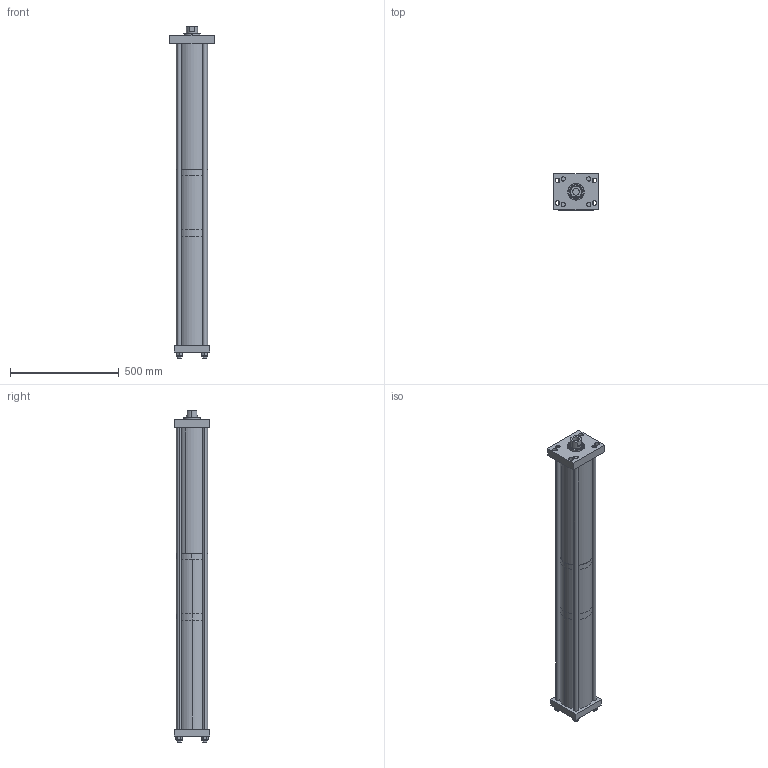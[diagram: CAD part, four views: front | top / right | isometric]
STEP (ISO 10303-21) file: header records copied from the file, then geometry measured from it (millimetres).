
FILE_DESCRIPTION (( 'STEP AP203' ), '1' );
FILE_NAME ('HPI-15-4.00-1.0-FH-2020.STEP', '2020-04-20T20:30:55', ( '' ), ( '' ), 'SwSTEP 2.0', 'SolidWorks 2018', '' );
FILE_SCHEMA (( 'CONFIG_CONTROL_DESIGN' ));
Length unit declared in the file: inch
Products named in the file (13): HPI-15-4.00-1.0-FH.STEP; E1511_4.0.STEP; EI1505_4.00-1.00.STEP; E1513.STEP; EI1514_1.00.STEP; G1510.STEP; HPI-15-4.00-1.0-FH-2020; NLN .75.STEP; E1001_2.0.STEP; E1004.STEP; E1518_4.00-1.00.STEP; F1003.STEP; E1064.STEP
Assembly tree (19 placements, depth 3):
  HPI-15-4.00-1.0-FH-2020
    HPI-15-4.00-1.0-FH.STEP
      NLN .75.STEP  x4
      E1518_4.00-1.00.STEP  x4
      E1511_4.0.STEP
      E1064.STEP
      E1001_2.0.STEP
      EI1505_4.00-1.00.STEP
      EI1514_1.00.STEP
      F1003.STEP  x2
      E1513.STEP
      G1510.STEP
      E1004.STEP
Bounding box: 203.2 x 165.1 x 1524 mm (x, y, z)
Volume: 10530180 mm3; surface area: 1944270.5 mm2
Topology: 18 solids, 18 shells, 557 faces, 1268 edges, 721 vertices
Faces by surface type: cylinder 271, plane 151, sphere 49, bspline 48, cone 38
Entity records: 11149 total; most frequent: CARTESIAN_POINT 2968, DIRECTION 1511, ORIENTED_EDGE 1258, AXIS2_PLACEMENT_3D 630, EDGE_CURVE 629, VERTEX_POINT 392, EDGE_LOOP 359, CIRCLE 332
